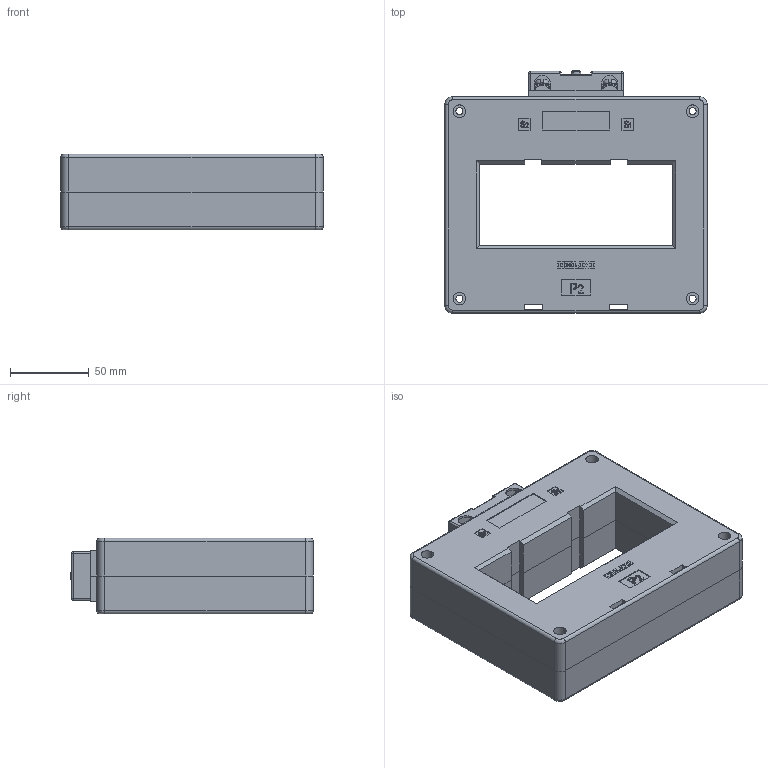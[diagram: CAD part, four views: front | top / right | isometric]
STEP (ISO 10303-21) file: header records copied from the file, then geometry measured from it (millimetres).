
FILE_DESCRIPTION (( 'STEP AP203' ), '1' );
FILE_NAME ('120装配体2.STEP', '2025-02-28T08:45:50', ( '微软用户' ), ( '微软中国' ), 'SwSTEP 2.0', 'SolidWorks 2019', '' );
FILE_SCHEMA (( 'CONFIG_CONTROL_DESIGN' ));
Length unit declared in the file: millimetre
Products named in the file (10): K3 120P2; K3 120P1; 蹟隊; 蹟隊郪磁; 諉盄蹟佪3; 裔; 諉盄啣; 肣И璃5x10; M4蹟譫; 120蚾饜极2
Assembly tree (12 placements, depth 3):
  120蚾饜极2
    K3 120P1
    K3 120P2
    諉盄啣  x2
    裔
    諉盄蹟佪3  x2
    肣И璃5x10  x2
    蹟隊郪磁
      M4蹟譫
      蹟隊
Bounding box: 166.5 x 154 x 48 mm (x, y, z)
Volume: 196663.5 mm3; surface area: 181484.3 mm2
Topology: 11 solids, 11 shells, 1320 faces, 3471 edges, 2253 vertices
Faces by surface type: plane 881, cylinder 239, bspline 85, cone 57, torus 42, sphere 16
Entity records: 44186 total; most frequent: CARTESIAN_POINT 12777, ORIENTED_EDGE 6474, DIRECTION 5866, EDGE_CURVE 3237, LINE 2470, VECTOR 2470, VERTEX_POINT 2113, AXIS2_PLACEMENT_3D 1698
